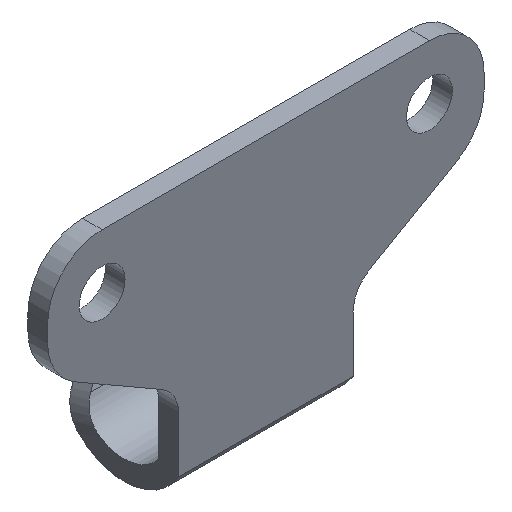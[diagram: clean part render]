
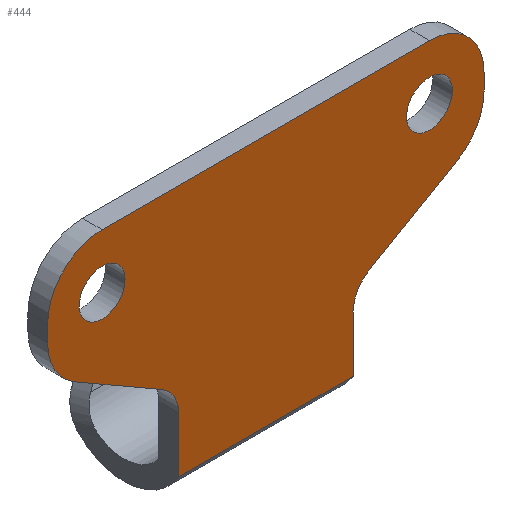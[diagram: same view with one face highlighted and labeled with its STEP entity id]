
A CAD part, isometric view. The second image highlights one B-rep face of the part: STEP entity #444.
In plain terms, the highlighted planar face has unit normal (0, -1, 0).
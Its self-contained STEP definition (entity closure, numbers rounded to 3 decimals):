
#17=FACE_BOUND('',#69,.T.);
#18=FACE_BOUND('',#70,.T.);
#25=PLANE('',#505);
#42=FACE_OUTER_BOUND('',#68,.T.);
#68=EDGE_LOOP('',(#355,#356,#357,#358,#359,#360,#361,#362,#363,#364,#365,
#366,#367,#368));
#69=EDGE_LOOP('',(#369));
#70=EDGE_LOOP('',(#370));
#103=CIRCLE('',#504,3.);
#104=CIRCLE('',#506,5.);
#105=CIRCLE('',#507,5.);
#106=CIRCLE('',#508,5.);
#107=CIRCLE('',#509,5.);
#108=CIRCLE('',#510,3.);
#109=CIRCLE('',#511,2.1);
#110=CIRCLE('',#512,2.1);
#119=LINE('',#695,#155);
#131=LINE('',#764,#167);
#134=LINE('',#769,#170);
#136=LINE('',#776,#172);
#137=LINE('',#780,#173);
#138=LINE('',#784,#174);
#139=LINE('',#788,#175);
#140=LINE('',#792,#176);
#155=VECTOR('',#541,1000.);
#167=VECTOR('',#589,1000.);
#170=VECTOR('',#596,1000.);
#172=VECTOR('',#604,1000.);
#173=VECTOR('',#607,1000.);
#174=VECTOR('',#610,1000.);
#175=VECTOR('',#613,1000.);
#176=VECTOR('',#616,1000.);
#194=VERTEX_POINT('',#692);
#195=VERTEX_POINT('',#694);
#217=VERTEX_POINT('',#762);
#218=VERTEX_POINT('',#763);
#219=VERTEX_POINT('',#771);
#220=VERTEX_POINT('',#775);
#221=VERTEX_POINT('',#777);
#222=VERTEX_POINT('',#779);
#223=VERTEX_POINT('',#781);
#224=VERTEX_POINT('',#783);
#225=VERTEX_POINT('',#785);
#226=VERTEX_POINT('',#787);
#227=VERTEX_POINT('',#789);
#228=VERTEX_POINT('',#791);
#229=VERTEX_POINT('',#794);
#230=VERTEX_POINT('',#796);
#239=EDGE_CURVE('',#195,#194,#119,.T.);
#266=EDGE_CURVE('',#217,#218,#131,.T.);
#270=EDGE_CURVE('',#195,#218,#134,.T.);
#271=EDGE_CURVE('',#194,#219,#103,.T.);
#273=EDGE_CURVE('',#220,#219,#136,.T.);
#274=EDGE_CURVE('',#221,#220,#104,.T.);
#275=EDGE_CURVE('',#222,#221,#137,.T.);
#276=EDGE_CURVE('',#223,#222,#105,.T.);
#277=EDGE_CURVE('',#223,#224,#138,.T.);
#278=EDGE_CURVE('',#225,#224,#106,.T.);
#279=EDGE_CURVE('',#226,#225,#139,.T.);
#280=EDGE_CURVE('',#227,#226,#107,.T.);
#281=EDGE_CURVE('',#228,#227,#140,.T.);
#282=EDGE_CURVE('',#228,#217,#108,.T.);
#283=EDGE_CURVE('',#229,#229,#109,.T.);
#284=EDGE_CURVE('',#230,#230,#110,.T.);
#355=ORIENTED_EDGE('',*,*,#239,.T.);
#356=ORIENTED_EDGE('',*,*,#271,.T.);
#357=ORIENTED_EDGE('',*,*,#273,.F.);
#358=ORIENTED_EDGE('',*,*,#274,.F.);
#359=ORIENTED_EDGE('',*,*,#275,.F.);
#360=ORIENTED_EDGE('',*,*,#276,.F.);
#361=ORIENTED_EDGE('',*,*,#277,.T.);
#362=ORIENTED_EDGE('',*,*,#278,.F.);
#363=ORIENTED_EDGE('',*,*,#279,.F.);
#364=ORIENTED_EDGE('',*,*,#280,.F.);
#365=ORIENTED_EDGE('',*,*,#281,.F.);
#366=ORIENTED_EDGE('',*,*,#282,.T.);
#367=ORIENTED_EDGE('',*,*,#266,.T.);
#368=ORIENTED_EDGE('',*,*,#270,.F.);
#369=ORIENTED_EDGE('',*,*,#283,.T.);
#370=ORIENTED_EDGE('',*,*,#284,.T.);
#444=ADVANCED_FACE('',(#42,#17,#18),#25,.F.);
#504=AXIS2_PLACEMENT_3D('',#772,#599,#600);
#505=AXIS2_PLACEMENT_3D('',#774,#602,#603);
#506=AXIS2_PLACEMENT_3D('',#778,#605,#606);
#507=AXIS2_PLACEMENT_3D('',#782,#608,#609);
#508=AXIS2_PLACEMENT_3D('',#786,#611,#612);
#509=AXIS2_PLACEMENT_3D('',#790,#614,#615);
#510=AXIS2_PLACEMENT_3D('',#793,#617,#618);
#511=AXIS2_PLACEMENT_3D('',#795,#619,#620);
#512=AXIS2_PLACEMENT_3D('',#797,#621,#622);
#541=DIRECTION('',(0.,0.,1.));
#589=DIRECTION('',(0.,0.,-1.));
#596=DIRECTION('',(-1.,0.,0.));
#599=DIRECTION('center_axis',(0.,1.,0.));
#600=DIRECTION('ref_axis',(0.,0.,1.));
#602=DIRECTION('center_axis',(0.,1.,0.));
#603=DIRECTION('ref_axis',(0.,0.,1.));
#604=DIRECTION('',(-0.866,0.,-0.5));
#605=DIRECTION('center_axis',(0.,1.,0.));
#606=DIRECTION('ref_axis',(0.,0.,-1.));
#607=DIRECTION('',(0.,0.,-1.));
#608=DIRECTION('center_axis',(0.,1.,0.));
#609=DIRECTION('ref_axis',(0.,0.,-1.));
#610=DIRECTION('',(-1.,0.,0.));
#611=DIRECTION('center_axis',(0.,1.,0.));
#612=DIRECTION('ref_axis',(0.,0.,1.));
#613=DIRECTION('',(0.,0.,1.));
#614=DIRECTION('center_axis',(0.,1.,0.));
#615=DIRECTION('ref_axis',(0.,0.,-1.));
#616=DIRECTION('',(-0.866,0.,0.5));
#617=DIRECTION('center_axis',(0.,1.,0.));
#618=DIRECTION('ref_axis',(0.,0.,1.));
#619=DIRECTION('center_axis',(0.,1.,0.));
#620=DIRECTION('ref_axis',(0.,0.,1.));
#621=DIRECTION('center_axis',(0.,1.,0.));
#622=DIRECTION('ref_axis',(0.,0.,-1.));
#692=CARTESIAN_POINT('',(8.,0.,-18.047));
#694=CARTESIAN_POINT('',(8.,0.,-23.139));
#695=CARTESIAN_POINT('',(8.,0.,0.));
#762=CARTESIAN_POINT('',(-8.,0.,-18.047));
#763=CARTESIAN_POINT('',(-8.,0.,-23.139));
#764=CARTESIAN_POINT('',(-8.,0.,0.));
#769=CARTESIAN_POINT('',(20.,0.,-23.139));
#771=CARTESIAN_POINT('',(9.5,0.,-15.449));
#772=CARTESIAN_POINT('Origin',(11.,0.,-18.047));
#774=CARTESIAN_POINT('Origin',(20.,0.,0.));
#775=CARTESIAN_POINT('',(17.5,0.,-10.83));
#776=CARTESIAN_POINT('',(8.,0.,-16.315));
#777=CARTESIAN_POINT('',(20.,0.,-6.5));
#778=CARTESIAN_POINT('Origin',(15.,0.,-6.5));
#779=CARTESIAN_POINT('',(20.,0.,-5.));
#780=CARTESIAN_POINT('',(20.,0.,-6.5));
#781=CARTESIAN_POINT('',(15.,0.,0.));
#782=CARTESIAN_POINT('Origin',(15.,0.,-5.));
#783=CARTESIAN_POINT('',(-15.,0.,0.));
#784=CARTESIAN_POINT('',(20.,0.,0.));
#785=CARTESIAN_POINT('',(-20.,0.,-5.));
#786=CARTESIAN_POINT('Origin',(-15.,0.,-5.));
#787=CARTESIAN_POINT('',(-20.,0.,-6.5));
#788=CARTESIAN_POINT('',(-20.,0.,-6.5));
#789=CARTESIAN_POINT('',(-17.5,0.,-10.83));
#790=CARTESIAN_POINT('Origin',(-15.,0.,-6.5));
#791=CARTESIAN_POINT('',(-9.5,0.,-15.449));
#792=CARTESIAN_POINT('',(-8.,0.,-16.315));
#793=CARTESIAN_POINT('Origin',(-11.,0.,-18.047));
#794=CARTESIAN_POINT('',(15.,0.,-2.9));
#795=CARTESIAN_POINT('Origin',(15.,0.,-5.));
#796=CARTESIAN_POINT('',(-15.,0.,-2.9));
#797=CARTESIAN_POINT('Origin',(-15.,0.,-5.));
